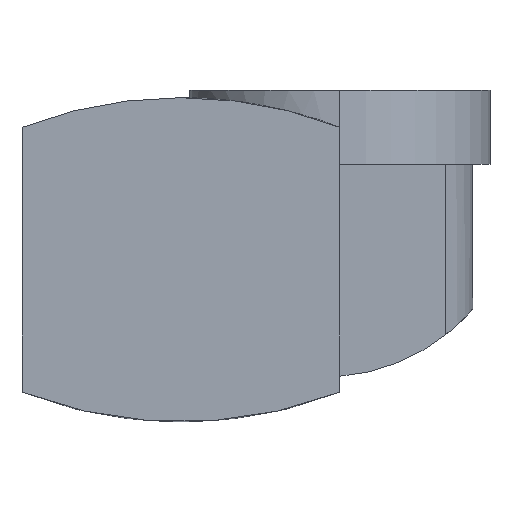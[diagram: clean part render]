
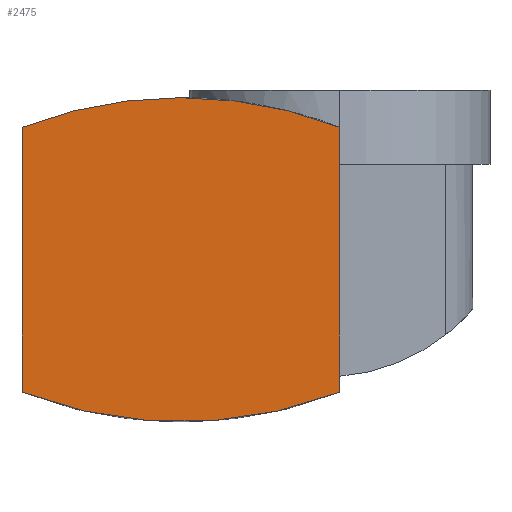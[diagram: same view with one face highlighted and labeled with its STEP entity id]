
A CAD part, left-side view. The second image highlights one B-rep face of the part: STEP entity #2475.
In plain terms, the highlighted planar face has unit normal (-1, 0, 0).
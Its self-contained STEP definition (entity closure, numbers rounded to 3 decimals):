
#27 = EDGE_LOOP ( 'NONE', ( #550, #2988, #1240, #2770, #1625 ) ) ;
#199 = EDGE_CURVE ( 'NONE', #878, #2601, #898, .T. ) ;
#511 = CARTESIAN_POINT ( 'NONE',  ( 0., -45., 37.5 ) ) ;
#550 = ORIENTED_EDGE ( 'NONE', *, *, #3054, .F. ) ;
#610 = CARTESIAN_POINT ( 'NONE',  ( 0., 45., 37.5 ) ) ;
#711 = VECTOR ( 'NONE', #2533, 1000. ) ;
#878 = VERTEX_POINT ( 'NONE', #2691 ) ;
#887 = DIRECTION ( 'NONE',  ( 1., 0., 0. ) ) ;
#898 = LINE ( 'NONE', #610, #2443 ) ;
#1042 = AXIS2_PLACEMENT_3D ( 'NONE', #2247, #887, #2474 ) ;
#1087 = EDGE_CURVE ( 'NONE', #2601, #2059, #2320, .T. ) ;
#1097 = CARTESIAN_POINT ( 'NONE',  ( 0., 0., 79.119 ) ) ;
#1121 = VERTEX_POINT ( 'NONE', #511 ) ;
#1166 = DIRECTION ( 'NONE',  ( 0., 0., 1. ) ) ;
#1205 = AXIS2_PLACEMENT_3D ( 'NONE', #2500, #2188, #2452 ) ;
#1240 = ORIENTED_EDGE ( 'NONE', *, *, #3342, .F. ) ;
#1343 = DIRECTION ( 'NONE',  ( 0., 0., 1. ) ) ;
#1345 = CIRCLE ( 'NONE', #2894, 125. ) ;
#1602 = FACE_OUTER_BOUND ( 'NONE', #27, .T. ) ;
#1603 = EDGE_CURVE ( 'NONE', #1121, #2037, #2790, .T. ) ;
#1625 = ORIENTED_EDGE ( 'NONE', *, *, #199, .F. ) ;
#2037 = VERTEX_POINT ( 'NONE', #3344 ) ;
#2059 = VERTEX_POINT ( 'NONE', #2096 ) ;
#2096 = CARTESIAN_POINT ( 'NONE',  ( 0., 0., 45.881 ) ) ;
#2188 = DIRECTION ( 'NONE',  ( 1., 0., 0. ) ) ;
#2247 = CARTESIAN_POINT ( 'NONE',  ( 0., 0., -79.119 ) ) ;
#2311 = CIRCLE ( 'NONE', #1205, 125. ) ;
#2314 = AXIS2_PLACEMENT_3D ( 'NONE', #1097, #2972, #1343 ) ;
#2320 = CIRCLE ( 'NONE', #1042, 125. ) ;
#2443 = VECTOR ( 'NONE', #1166, 1000. ) ;
#2452 = DIRECTION ( 'NONE',  ( 0., 0., -1. ) ) ;
#2474 = DIRECTION ( 'NONE',  ( 0., 0., -1. ) ) ;
#2475 = ADVANCED_FACE ( 'NONE', ( #1602 ), #2657, .T. ) ;
#2500 = CARTESIAN_POINT ( 'NONE',  ( 0., 0., -79.119 ) ) ;
#2533 = DIRECTION ( 'NONE',  ( 0., 0., -1. ) ) ;
#2601 = VERTEX_POINT ( 'NONE', #3056 ) ;
#2657 = PLANE ( 'NONE',  #2314 ) ;
#2691 = CARTESIAN_POINT ( 'NONE',  ( 0., 45., -37.5 ) ) ;
#2770 = ORIENTED_EDGE ( 'NONE', *, *, #1087, .F. ) ;
#2790 = LINE ( 'NONE', #3080, #711 ) ;
#2853 = DIRECTION ( 'NONE',  ( 0., 0., 1. ) ) ;
#2894 = AXIS2_PLACEMENT_3D ( 'NONE', #3077, #3366, #2853 ) ;
#2972 = DIRECTION ( 'NONE',  ( -1., 0., 0. ) ) ;
#2988 = ORIENTED_EDGE ( 'NONE', *, *, #1603, .F. ) ;
#3054 = EDGE_CURVE ( 'NONE', #2037, #878, #1345, .T. ) ;
#3056 = CARTESIAN_POINT ( 'NONE',  ( 0., 45., 37.5 ) ) ;
#3077 = CARTESIAN_POINT ( 'NONE',  ( 0., 0., 79.119 ) ) ;
#3080 = CARTESIAN_POINT ( 'NONE',  ( 0., -45., -37.5 ) ) ;
#3342 = EDGE_CURVE ( 'NONE', #2059, #1121, #2311, .T. ) ;
#3344 = CARTESIAN_POINT ( 'NONE',  ( 0., -45., -37.5 ) ) ;
#3366 = DIRECTION ( 'NONE',  ( 1., 0., 0. ) ) ;
